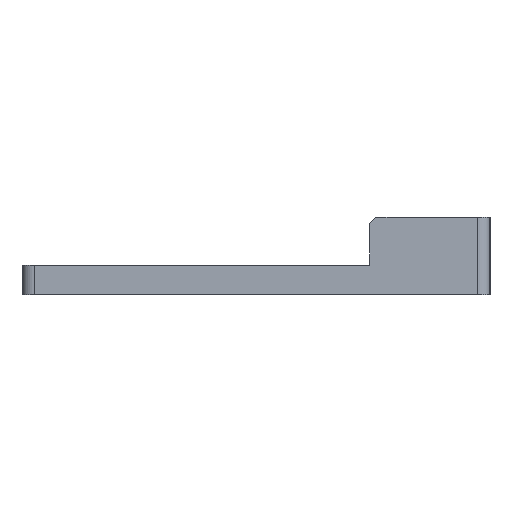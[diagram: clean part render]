
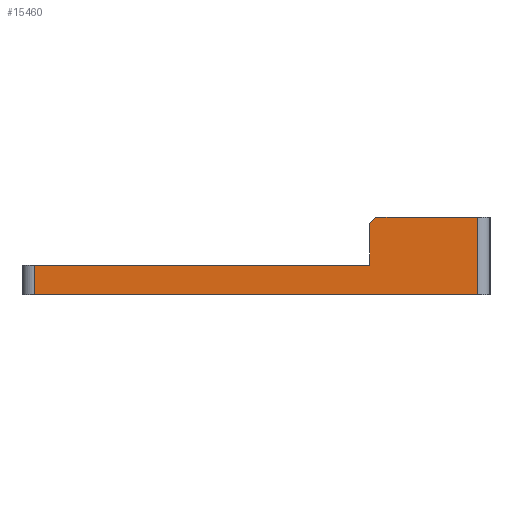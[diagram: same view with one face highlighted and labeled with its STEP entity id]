
A CAD part, left-side view. The second image highlights one B-rep face of the part: STEP entity #15460.
In plain terms, the highlighted planar face has unit normal (-1, 0, 0).
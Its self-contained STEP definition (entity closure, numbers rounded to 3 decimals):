
#126=PLANE('',#16473);
#610=FACE_OUTER_BOUND('',#1451,.T.);
#1451=EDGE_LOOP('',(#10864,#10865,#10866,#10867,#10868,#10869,#10870));
#2978=LINE('',#22523,#4708);
#3173=LINE('',#23251,#4903);
#3180=LINE('',#23265,#4910);
#3181=LINE('',#23267,#4911);
#3182=LINE('',#23269,#4912);
#3183=LINE('',#23271,#4913);
#3184=LINE('',#23272,#4914);
#4708=VECTOR('',#17861,10.);
#4903=VECTOR('',#18416,10.);
#4910=VECTOR('',#18431,10.);
#4911=VECTOR('',#18432,10.);
#4912=VECTOR('',#18433,10.);
#4913=VECTOR('',#18434,10.);
#4914=VECTOR('',#18435,10.);
#6449=VERTEX_POINT('',#22520);
#6450=VERTEX_POINT('',#22522);
#6802=VERTEX_POINT('',#23249);
#6803=VERTEX_POINT('',#23250);
#6807=VERTEX_POINT('',#23266);
#6808=VERTEX_POINT('',#23268);
#6809=VERTEX_POINT('',#23270);
#8052=EDGE_CURVE('',#6449,#6450,#2978,.T.);
#8418=EDGE_CURVE('',#6802,#6803,#3173,.T.);
#8426=EDGE_CURVE('',#6450,#6802,#3180,.T.);
#8427=EDGE_CURVE('',#6807,#6449,#3181,.T.);
#8428=EDGE_CURVE('',#6808,#6807,#3182,.T.);
#8429=EDGE_CURVE('',#6808,#6809,#3183,.T.);
#8430=EDGE_CURVE('',#6803,#6809,#3184,.T.);
#10864=ORIENTED_EDGE('',*,*,#8418,.F.);
#10865=ORIENTED_EDGE('',*,*,#8426,.F.);
#10866=ORIENTED_EDGE('',*,*,#8052,.F.);
#10867=ORIENTED_EDGE('',*,*,#8427,.F.);
#10868=ORIENTED_EDGE('',*,*,#8428,.F.);
#10869=ORIENTED_EDGE('',*,*,#8429,.T.);
#10870=ORIENTED_EDGE('',*,*,#8430,.F.);
#15460=ADVANCED_FACE('',(#610),#126,.T.);
#16473=AXIS2_PLACEMENT_3D('',#23264,#18429,#18430);
#17861=DIRECTION('',(0.,-1.,0.));
#18416=DIRECTION('',(0.,-0.707,0.707));
#18429=DIRECTION('center_axis',(-1.,0.,0.));
#18430=DIRECTION('ref_axis',(0.,-1.,0.));
#18431=DIRECTION('',(0.,0.,1.));
#18432=DIRECTION('',(0.,0.,1.));
#18433=DIRECTION('',(0.,1.,0.));
#18434=DIRECTION('',(0.,0.,1.));
#18435=DIRECTION('',(0.,-1.,0.));
#22520=CARTESIAN_POINT('',(0.,-2.,0.));
#22522=CARTESIAN_POINT('',(0.,-56.625,0.));
#22523=CARTESIAN_POINT('',(0.,-74.2,0.));
#23249=CARTESIAN_POINT('',(0.,-56.625,6.8));
#23250=CARTESIAN_POINT('',(0.,-57.625,7.8));
#23251=CARTESIAN_POINT('',(0.,-41.144,-8.681));
#23264=CARTESIAN_POINT('Origin',(0.,-2.,-1.5));
#23265=CARTESIAN_POINT('',(0.,-56.625,0.));
#23266=CARTESIAN_POINT('',(0.,-2.,-4.8));
#23267=CARTESIAN_POINT('',(0.,-2.,-1.5));
#23268=CARTESIAN_POINT('',(0.,-74.2,-4.8));
#23269=CARTESIAN_POINT('',(0.,-74.2,-4.8));
#23270=CARTESIAN_POINT('',(0.,-74.2,7.8));
#23271=CARTESIAN_POINT('',(0.,-74.2,-1.5));
#23272=CARTESIAN_POINT('',(0.,-74.2,7.8));
